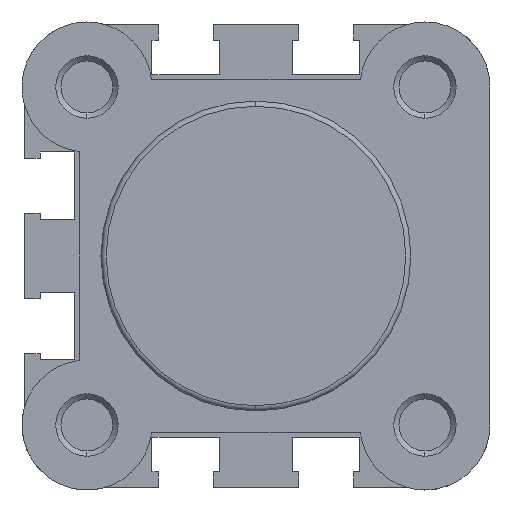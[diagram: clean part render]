
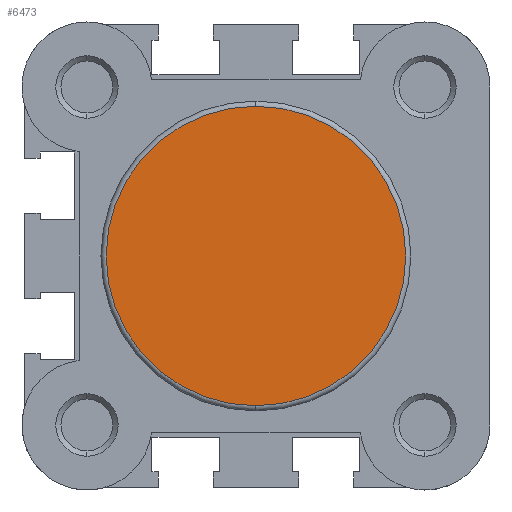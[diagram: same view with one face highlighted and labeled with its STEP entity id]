
A CAD part, left-side view. The second image highlights one B-rep face of the part: STEP entity #6473.
In plain terms, the highlighted planar face has unit normal (-1, 0, 0).
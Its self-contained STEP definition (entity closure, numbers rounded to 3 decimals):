
#1112 = EDGE_LOOP ( 'NONE', ( #2667, #2701 ) ) ;
#1548 = CARTESIAN_POINT ( 'NONE',  ( 0., -14.9, 0. ) ) ;
#1551 = PLANE ( 'NONE',  #3493 ) ;
#1602 = DIRECTION ( 'NONE',  ( -1., 0., 0. ) ) ;
#1654 = DIRECTION ( 'NONE',  ( 0., 0., 1. ) ) ;
#2082 = CARTESIAN_POINT ( 'NONE',  ( 0., 0., 14.4 ) ) ;
#2667 = ORIENTED_EDGE ( 'NONE', *, *, #4335, .T. ) ;
#2701 = ORIENTED_EDGE ( 'NONE', *, *, #4175, .T. ) ;
#3174 = CIRCLE ( 'NONE', #3809, 14.4 ) ;
#3396 = CIRCLE ( 'NONE', #3745, 14.4 ) ;
#3493 = AXIS2_PLACEMENT_3D ( 'NONE', #1548, #1602, #1654 ) ;
#3745 = AXIS2_PLACEMENT_3D ( 'NONE', #5264, #5262, #5261 ) ;
#3809 = AXIS2_PLACEMENT_3D ( 'NONE', #5175, #5170, #5162 ) ;
#4175 = EDGE_CURVE ( 'NONE', #4735, #4759, #3174, .T. ) ;
#4335 = EDGE_CURVE ( 'NONE', #4759, #4735, #3396, .T. ) ;
#4735 = VERTEX_POINT ( 'NONE', #5434 ) ;
#4759 = VERTEX_POINT ( 'NONE', #2082 ) ;
#5162 = DIRECTION ( 'NONE',  ( 0., 0., 1. ) ) ;
#5170 = DIRECTION ( 'NONE',  ( -1., 0., 0. ) ) ;
#5175 = CARTESIAN_POINT ( 'NONE',  ( 0., 0., 0. ) ) ;
#5261 = DIRECTION ( 'NONE',  ( 0., 0., 1. ) ) ;
#5262 = DIRECTION ( 'NONE',  ( -1., 0., 0. ) ) ;
#5264 = CARTESIAN_POINT ( 'NONE',  ( 0., 0., 0. ) ) ;
#5434 = CARTESIAN_POINT ( 'NONE',  ( 0., 0., -14.4 ) ) ;
#6292 = FACE_OUTER_BOUND ( 'NONE', #1112, .T. ) ;
#6473 = ADVANCED_FACE ( 'NONE', ( #6292 ), #1551, .T. ) ;
